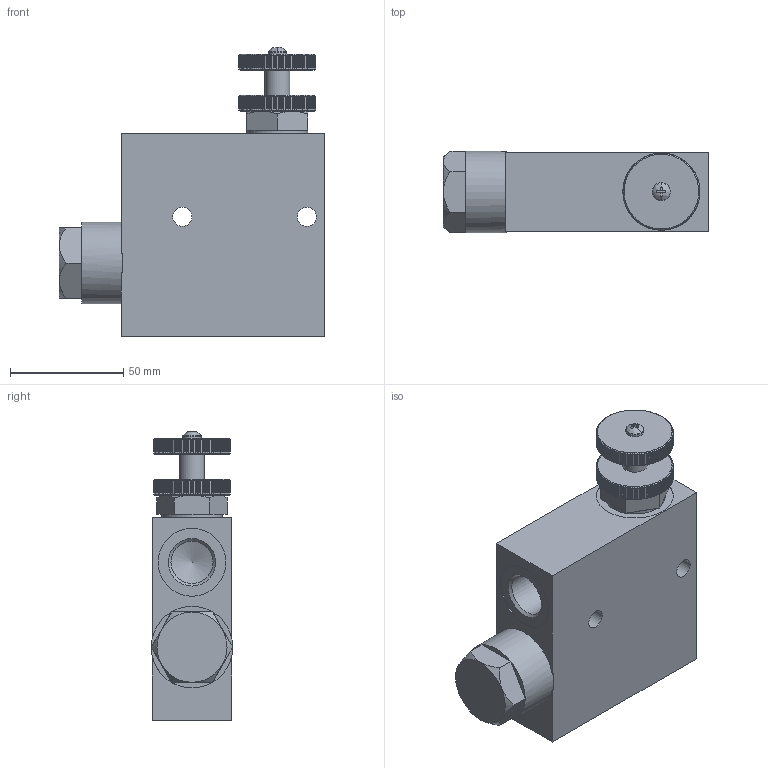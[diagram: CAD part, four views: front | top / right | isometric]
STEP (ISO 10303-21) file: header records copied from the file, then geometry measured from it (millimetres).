
FILE_DESCRIPTION(/* description */ ('Unknown'),/* implementation_level */ '2;1');
FILE_NAME(/* name */ 'V1120',/* time_stamp */ '2016-09-16T12:20:26+02:00',/* author */ ('Unknown'),/* organization */ ('Unknown'),/* preprocessor_version */ 'ST-DEVELOPER v16.7',/* originating_system */ 'DEX',/* authorisation */ $);
FILE_SCHEMA (('AUTOMOTIVE_DESIGN {1 0 10303 214 3 1 1}'));
Length unit declared in the file: millimetre
Products named in the file (1): V1120
Bounding box: 117.5 x 36 x 127.92 mm (x, y, z)
Volume: 309217.1 mm3; surface area: 43184.3 mm2
Topology: 1 solids, 5 shells, 715 faces, 2056 edges, 1359 vertices
Faces by surface type: plane 468, cylinder 218, cone 24, bspline 4, torus 1
Full cylindrical faces by diameter (mm): 3.242 x1, 6.5 x1, 6.9 x2, 8 x1, 8.5 x2, 11 x2, 18.631 x3, 27 x1, 30 x3, 34 x1, 36 x1
Entity records: 29798 total; most frequent: CARTESIAN_POINT 7481, ORIENTED_EDGE 4016, DIRECTION 3070, EDGE_CURVE 2008, VERTEX_POINT 1345, AXIS2_PLACEMENT_3D 1198, B_SPLINE_CURVE_WITH_KNOTS 844, FACE_BOUND 767
